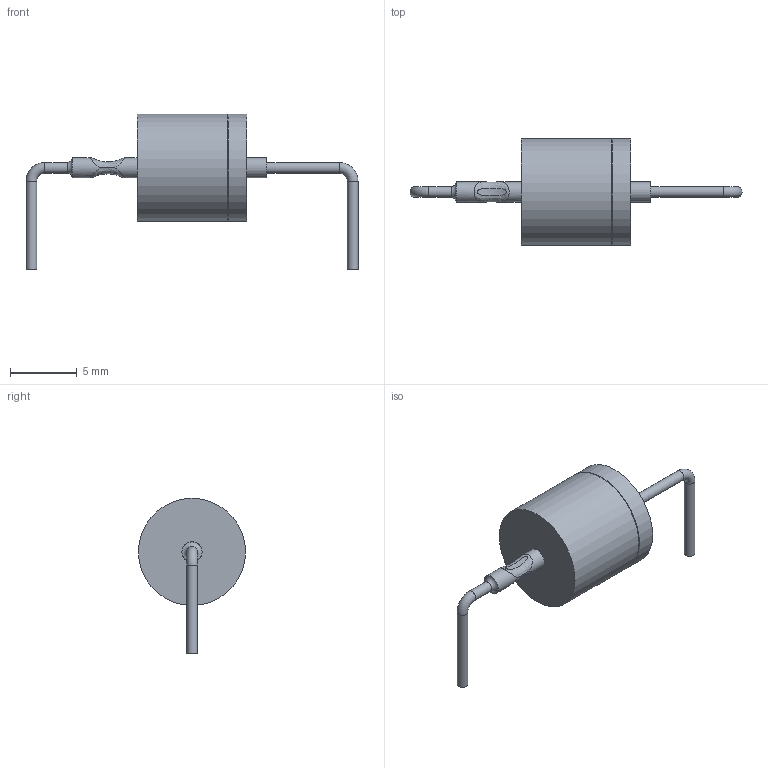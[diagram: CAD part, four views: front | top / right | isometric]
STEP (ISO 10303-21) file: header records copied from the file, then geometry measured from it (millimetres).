
FILE_DESCRIPTION(/* description */ (''),/* implementation_level */ '2;1');
FILE_NAME(/* name */ 'IXYS_DSA2.stp',/* time_stamp */ '2015-03-03T11:00:01+01:00',/* author */ ('admchouv'),/* organization */ (''),/* preprocessor_version */ 'ST-DEVELOPER v15.5',/* originating_system */ 'AutoCAD Mechanical',/* authorisation */ '');
FILE_SCHEMA (('AUTOMOTIVE_DESIGN { 1 0 10303 214 3 1 1 }'));
Length unit declared in the file: millimetre
Products named in the file (1): Product
Bounding box: 24.8 x 8 x 11.6 mm (x, y, z)
Volume: 434.4 mm3; surface area: 408.1 mm2
Topology: 4 solids, 4 shells, 27 faces, 44 edges, 27 vertices
Faces by surface type: cylinder 12, plane 10, torus 3, bspline 2
Full cylindrical faces by diameter (mm): 0.8 x4, 1.5 x3, 7.8 x1, 8 x2
Entity records: 1145 total; most frequent: CARTESIAN_POINT 678, DIRECTION 92, ORIENTED_EDGE 60, AXIS2_PLACEMENT_3D 46, EDGE_LOOP 42, EDGE_CURVE 30, FACE_OUTER_BOUND 27, ADVANCED_FACE 27
